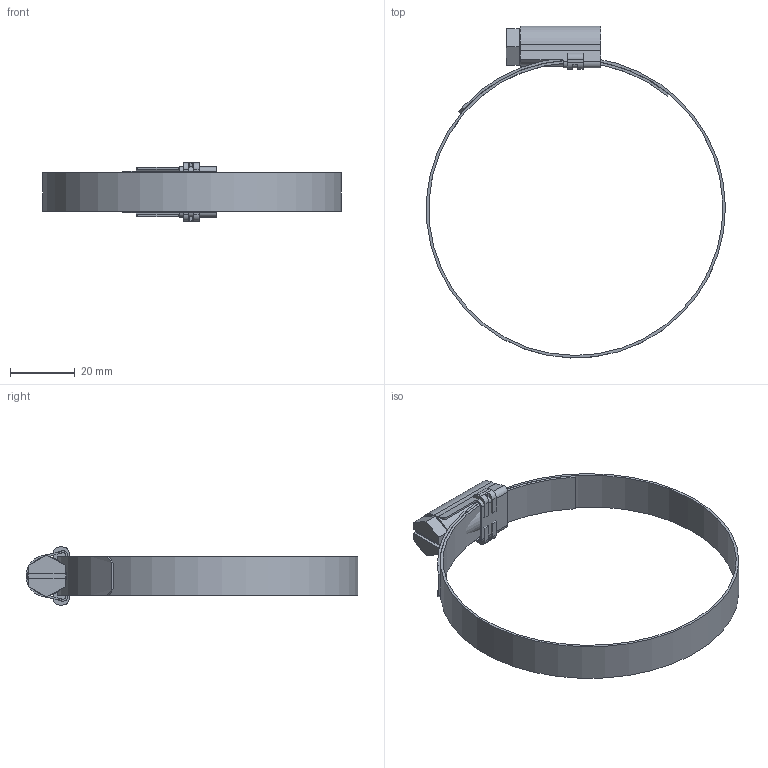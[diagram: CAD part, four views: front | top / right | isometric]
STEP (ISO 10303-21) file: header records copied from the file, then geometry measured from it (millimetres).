
FILE_DESCRIPTION (( 'STEP AP203' ), '1' );
FILE_NAME ('3D-R548_70-90_171786300.STEP', '2024-09-02T14:29:19', ( '' ), ( '' ), 'SwSTEP 2.0', 'SolidWorks 2024', '' );
FILE_SCHEMA (( 'CONFIG_CONTROL_DESIGN' ));
Length unit declared in the file: millimetre
Products named in the file (1): 3D-R548_70-90_171786300
Bounding box: 92.53 x 102.78 x 18 mm (x, y, z)
Volume: 7505.4 mm3; surface area: 12999.8 mm2
Topology: 4 solids, 4 shells, 94 faces, 254 edges, 164 vertices
Faces by surface type: plane 59, cylinder 28, bspline 3, cone 2, torus 2
Entity records: 3835 total; most frequent: CARTESIAN_POINT 1430, ORIENTED_EDGE 508, DIRECTION 456, EDGE_CURVE 254, LINE 164, VERTEX_POINT 164, VECTOR 164, AXIS2_PLACEMENT_3D 146
